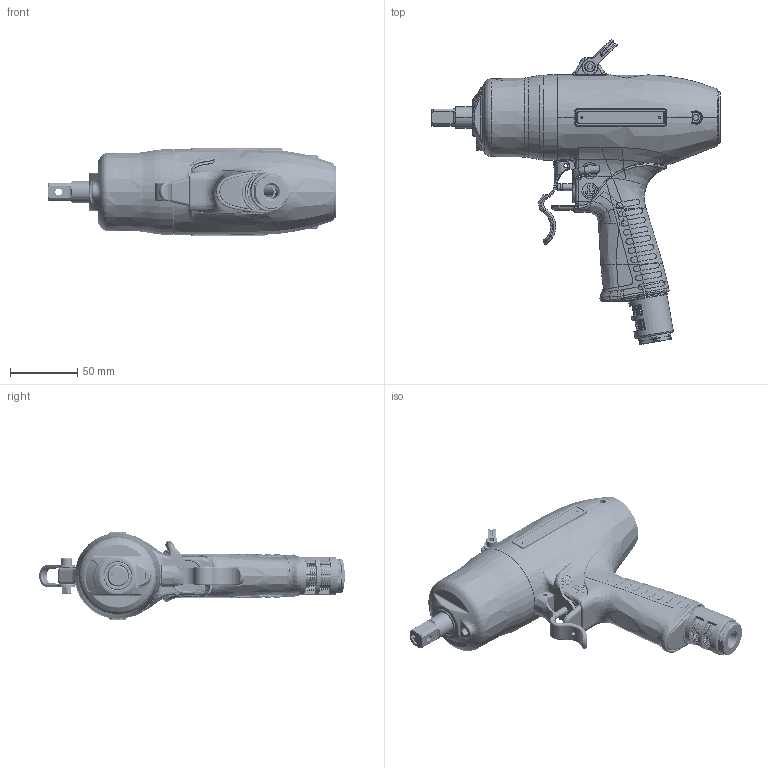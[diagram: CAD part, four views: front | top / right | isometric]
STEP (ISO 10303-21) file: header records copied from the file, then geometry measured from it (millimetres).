
FILE_DESCRIPTION((''),'2;1');
FILE_NAME('OBT-90PD_ASM','2019-02-20T',('Administrator'),(''),'PRO/ENGINEER BY PARAMETRIC TECHNOLOGY CORPORATION, 2010040','PRO/ENGINEER BY PARAMETRIC TECHNOLOGY CORPORATION, 2010040','');
FILE_SCHEMA(('CONFIG_CONTROL_DESIGN'));
Length unit declared in the file: millimetre
Products named in the file (19): 35240180220-BENTI; 35241810000_2; 70SHANGGAIJIAGONG_2; LV_2; 35240310000_2; 35240120030_2; 1_2; 35241380030_2; 3_2; CHONGYANBANSHOU_2; XZ_2; BANJI_2; BANJIHUTAO_2; DIAOHUAN_1; DIANHUANLUOSI_1; DIAOHUANLUOMAO_1; ASM0001_ASM_3_ASM_ASM; OBT-130PD_ASM_ASM; OBT-90PD_ASM
Assembly tree (18 placements, depth 4):
  OBT-90PD_ASM
    OBT-130PD_ASM_ASM
      ASM0001_ASM_3_ASM_ASM
        35240180220-BENTI
        35241810000_2
        70SHANGGAIJIAGONG_2
        LV_2
        35240310000_2
        35240120030_2
        1_2
        35241380030_2
        3_2
        CHONGYANBANSHOU_2
        XZ_2
        BANJI_2
        BANJIHUTAO_2
        DIAOHUAN_1
        DIANHUANLUOSI_1
        DIAOHUANLUOMAO_1
Bounding box: 215 x 227.93 x 66 mm (x, y, z)
Volume: 282977.6 mm3; surface area: 172285.6 mm2
Topology: 16 solids, 16 shells, 5227 faces, 14395 edges, 7896 vertices
Faces by surface type: cylinder 1938, torus 1461, bspline 987, plane 390, sphere 187, cone 148, extrusion 103, revolution 13
Entity records: 237280 total; most frequent: CARTESIAN_POINT 123132, ORIENTED_EDGE 28410, DIRECTION 17926, EDGE_CURVE 14205, B_SPLINE_CURVE_WITH_KNOTS 8235, VERTEX_POINT 7895, AXIS2_PLACEMENT_3D 7547, EDGE_LOOP 5348
